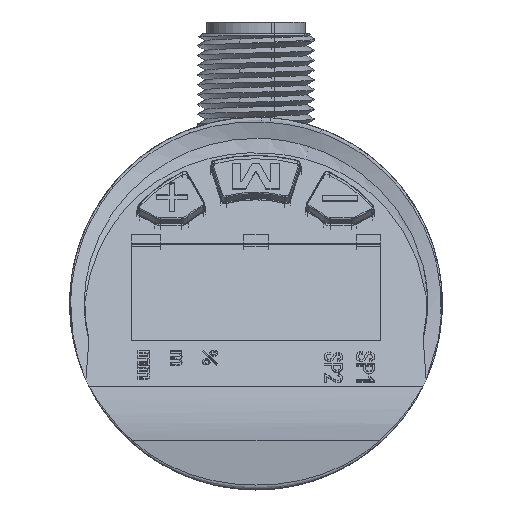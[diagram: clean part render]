
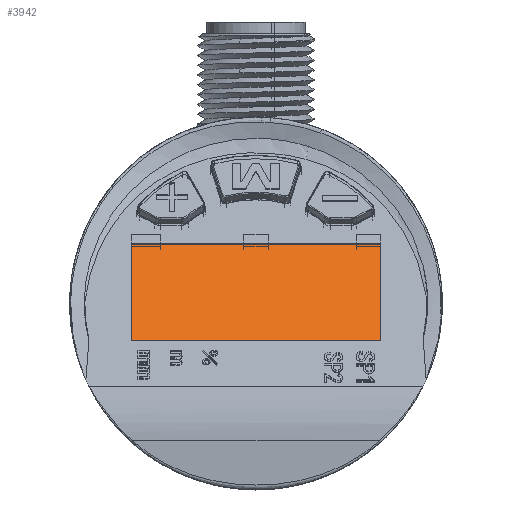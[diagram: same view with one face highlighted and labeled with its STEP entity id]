
A CAD part, left-side view. The second image highlights one B-rep face of the part: STEP entity #3942.
In plain terms, the highlighted planar face has unit normal (-0.809, 0, 0.588).
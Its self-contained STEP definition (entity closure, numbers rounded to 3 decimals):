
#587=FACE_OUTER_BOUND('',#5184,.T.);
#2030=LINE('',#22469,#2704);
#2032=LINE('',#22473,#2706);
#2034=LINE('',#22477,#2708);
#2036=LINE('',#22481,#2710);
#2704=VECTOR('',#15161,1.);
#2706=VECTOR('',#15165,1.);
#2708=VECTOR('',#15169,1.);
#2710=VECTOR('',#15173,1.);
#3500=PLANE('',#13484);
#3942=ADVANCED_FACE('',(#587),#3500,.F.);
#5184=EDGE_LOOP('',(#7021,#7022,#7023,#7024));
#7021=ORIENTED_EDGE('',*,*,#11493,.T.);
#7022=ORIENTED_EDGE('',*,*,#11499,.T.);
#7023=ORIENTED_EDGE('',*,*,#11497,.T.);
#7024=ORIENTED_EDGE('',*,*,#11495,.T.);
#10078=VERTEX_POINT('',#22468);
#10079=VERTEX_POINT('',#22470);
#10080=VERTEX_POINT('',#22474);
#10081=VERTEX_POINT('',#22478);
#11493=EDGE_CURVE('',#10079,#10078,#2030,.T.);
#11495=EDGE_CURVE('',#10080,#10079,#2032,.T.);
#11497=EDGE_CURVE('',#10081,#10080,#2034,.T.);
#11499=EDGE_CURVE('',#10078,#10081,#2036,.T.);
#13484=AXIS2_PLACEMENT_3D('',#22483,#15176,#15177);
#15161=DIRECTION('',(0.588,0.,0.809));
#15165=DIRECTION('',(0.,-1.,0.));
#15169=DIRECTION('',(-0.588,0.,-0.809));
#15173=DIRECTION('',(0.,1.,0.));
#15176=DIRECTION('',(0.809,0.,-0.588));
#15177=DIRECTION('',(0.588,0.,0.809));
#22468=CARTESIAN_POINT('',(-17.206,7.814,-14.446));
#22469=CARTESIAN_POINT('',(-17.206,7.814,-14.446));
#22470=CARTESIAN_POINT('',(-24.377,7.814,-24.316));
#22473=CARTESIAN_POINT('',(-24.377,7.814,-24.316));
#22474=CARTESIAN_POINT('',(-24.377,33.214,-24.316));
#22477=CARTESIAN_POINT('',(-24.377,33.214,-24.316));
#22478=CARTESIAN_POINT('',(-17.206,33.214,-14.446));
#22481=CARTESIAN_POINT('',(-17.206,33.214,-14.446));
#22483=CARTESIAN_POINT('',(-15.78,38.514,-12.483));
